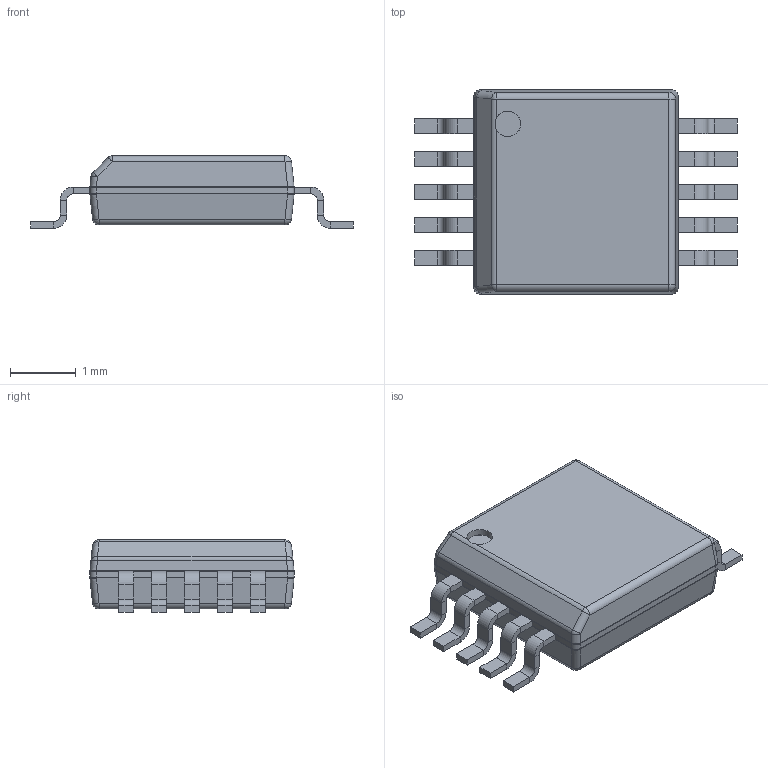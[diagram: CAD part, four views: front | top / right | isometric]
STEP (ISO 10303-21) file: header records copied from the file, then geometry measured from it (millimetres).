
FILE_DESCRIPTION(('Open CASCADE Model'),'2;1');
FILE_NAME('Open CASCADE Shape Model','2024-06-21T11:06:51',('Author'),( 'Open CASCADE'),'Open CASCADE STEP processor 6.8','Open CASCADE 6.8' ,'Unknown');
FILE_SCHEMA(('AUTOMOTIVE_DESIGN { 1 0 10303 214 1 1 1 1 }'));
Length unit declared in the file: millimetre
Products named in the file (7): PCB; Designator1; 7050272592; Open_CASCADE_STEP_translator_6.8_2.1; Body; Open_CASCADE_STEP_translator_6.8_2.2.1; Leader
Assembly tree (14 placements, depth 4):
  PCB
  Designator1
    7050272592
      Open_CASCADE_STEP_translator_6.8_2.1
      Body
        Open_CASCADE_STEP_translator_6.8_2.2.1
      Leader  x10
Bounding box: 4.9 x 3.1 x 1.1 mm (x, y, z)
Volume: 9.9 mm3; surface area: 38.6 mm2
Topology: 11 solids, 12 shells, 287 faces, 582 edges, 308 vertices
Faces by surface type: plane 197, cylinder 72, sphere 10, bspline 8
Full cylindrical faces by diameter (mm): 0.388 x1
Entity records: 3130 total; most frequent: CARTESIAN_POINT 1198, DIRECTION 376, ORIENTED_EDGE 351, EDGE_CURVE 176, AXIS2_PLACEMENT_3D 138, LINE 100, VECTOR 100, VERTEX_POINT 92
